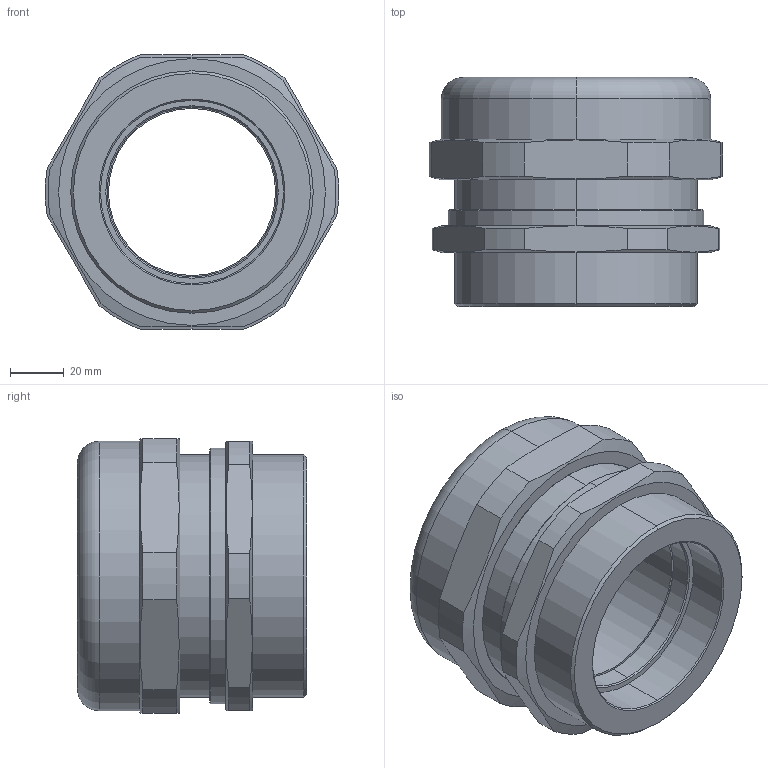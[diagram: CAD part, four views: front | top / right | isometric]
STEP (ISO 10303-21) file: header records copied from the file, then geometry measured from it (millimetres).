
FILE_DESCRIPTION (( 'STEP AP214' ), '1' );
FILE_NAME ('RN90a.I90.STEP', '2017-02-02T14:22:13', ( '' ), ( '' ), 'SwSTEP 2.0', 'SolidWorks 2017', '' );
FILE_SCHEMA (( 'AUTOMOTIVE_DESIGN' ));
Length unit declared in the file: millimetre
Products named in the file (1): RN90a.I90
Bounding box: 108.84 x 85 x 102 mm (x, y, z)
Volume: 324975.8 mm3; surface area: 68609.8 mm2
Topology: 1 solids, 2 shells, 102 faces, 232 edges, 144 vertices
Faces by surface type: cylinder 38, cone 36, plane 26, torus 2
Entity records: 3058 total; most frequent: CARTESIAN_POINT 687, DIRECTION 520, ORIENTED_EDGE 464, EDGE_CURVE 232, AXIS2_PLACEMENT_3D 217, VERTEX_POINT 144, EDGE_LOOP 116, CIRCLE 114
